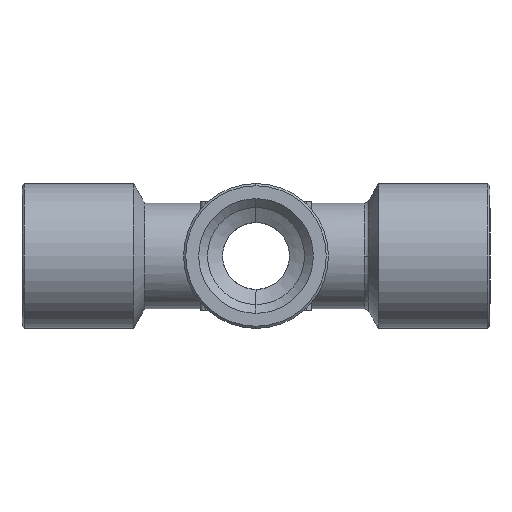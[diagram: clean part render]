
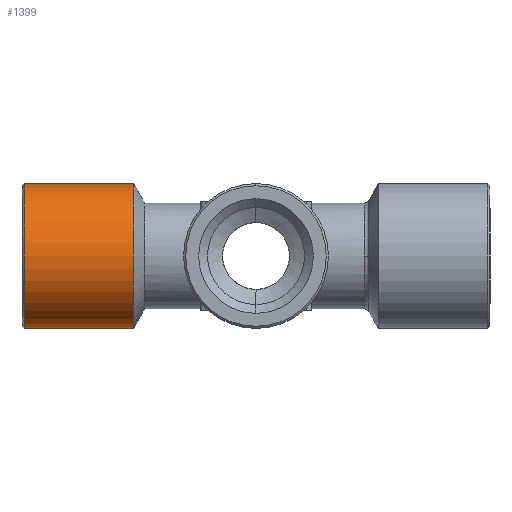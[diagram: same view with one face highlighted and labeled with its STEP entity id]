
A CAD part, left-side view. The second image highlights one B-rep face of the part: STEP entity #1399.
In plain terms, the highlighted cylindrical face has radius 6.5 mm (diameter 13 mm), a partial arc.
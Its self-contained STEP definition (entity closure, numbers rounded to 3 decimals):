
#1393 = VERTEX_POINT ( 'NONE', #4307 ) ;
#1395 = EDGE_CURVE ( 'NONE', #1393, #1396, #4306, .T. ) ;
#1396 = VERTEX_POINT ( 'NONE', #4301 ) ;
#1399 = ADVANCED_FACE ( 'NONE', ( #4296 ), #4294, .T. ) ;
#1400 = EDGE_LOOP ( 'NONE', ( #1401, #1451, #1452, #1449 ) ) ;
#1401 = ORIENTED_EDGE ( 'NONE', *, *, #1402, .T. ) ;
#1402 = EDGE_CURVE ( 'NONE', #1403, #1404, #4295, .T. ) ;
#1403 = VERTEX_POINT ( 'NONE', #4285 ) ;
#1404 = VERTEX_POINT ( 'NONE', #4284 ) ;
#1448 = EDGE_CURVE ( 'NONE', #1404, #1396, #4365, .T. ) ;
#1449 = ORIENTED_EDGE ( 'NONE', *, *, #1450, .F. ) ;
#1450 = EDGE_CURVE ( 'NONE', #1403, #1393, #4361, .T. ) ;
#1451 = ORIENTED_EDGE ( 'NONE', *, *, #1448, .T. ) ;
#1452 = ORIENTED_EDGE ( 'NONE', *, *, #1395, .F. ) ;
#4284 = CARTESIAN_POINT ( 'NONE',  ( 0., 20.8, -6.5 ) ) ;
#4285 = CARTESIAN_POINT ( 'NONE',  ( 0., 20.8, 6.5 ) ) ;
#4286 = DIRECTION ( 'NONE',  ( 0., 0., 1. ) ) ;
#4287 = DIRECTION ( 'NONE',  ( 0., -1., 0. ) ) ;
#4288 = CARTESIAN_POINT ( 'NONE',  ( 0., 20.8, 0. ) ) ;
#4289 = AXIS2_PLACEMENT_3D ( 'NONE', #4288, #4287, #4286 ) ;
#4290 = DIRECTION ( 'NONE',  ( 0., 0., 1. ) ) ;
#4291 = DIRECTION ( 'NONE',  ( 0., -1., 0. ) ) ;
#4292 = CARTESIAN_POINT ( 'NONE',  ( 0., -9.788, 0. ) ) ;
#4293 = AXIS2_PLACEMENT_3D ( 'NONE', #4292, #4291, #4290 ) ;
#4294 = CYLINDRICAL_SURFACE ( 'NONE', #4293, 6.5 ) ;
#4295 = CIRCLE ( 'NONE', #4289, 6.5 ) ;
#4296 = FACE_OUTER_BOUND ( 'NONE', #1400, .T. ) ;
#4301 = CARTESIAN_POINT ( 'NONE',  ( 0., 11., -6.5 ) ) ;
#4302 = DIRECTION ( 'NONE',  ( 0., 0., 1. ) ) ;
#4303 = DIRECTION ( 'NONE',  ( 0., -1., 0. ) ) ;
#4304 = CARTESIAN_POINT ( 'NONE',  ( 0., 11., 0. ) ) ;
#4305 = AXIS2_PLACEMENT_3D ( 'NONE', #4304, #4303, #4302 ) ;
#4306 = CIRCLE ( 'NONE', #4305, 6.5 ) ;
#4307 = CARTESIAN_POINT ( 'NONE',  ( 0., 11., 6.5 ) ) ;
#4358 = DIRECTION ( 'NONE',  ( 0., -1., 0. ) ) ;
#4359 = VECTOR ( 'NONE', #4358, 1000. ) ;
#4360 = CARTESIAN_POINT ( 'NONE',  ( 0., -9.788, 6.5 ) ) ;
#4361 = LINE ( 'NONE', #4360, #4359 ) ;
#4362 = DIRECTION ( 'NONE',  ( 0., -1., 0. ) ) ;
#4363 = VECTOR ( 'NONE', #4362, 1000. ) ;
#4364 = CARTESIAN_POINT ( 'NONE',  ( 0., -9.788, -6.5 ) ) ;
#4365 = LINE ( 'NONE', #4364, #4363 ) ;
